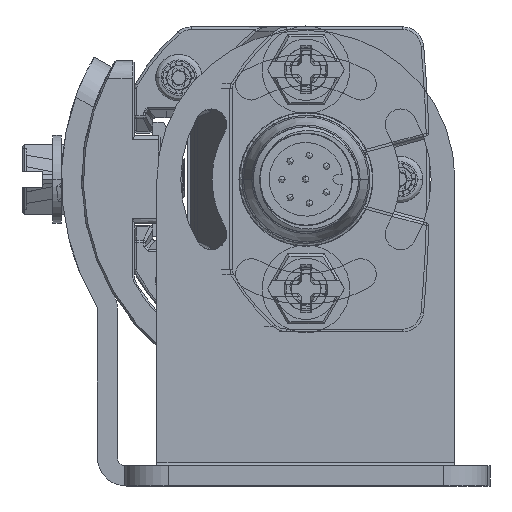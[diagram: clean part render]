
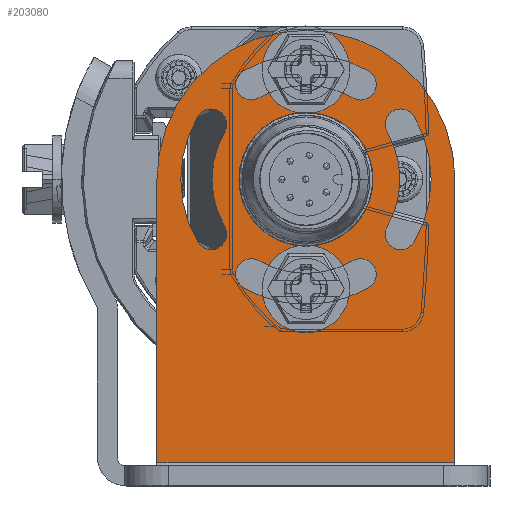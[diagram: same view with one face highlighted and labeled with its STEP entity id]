
A CAD part, front view. The second image highlights one B-rep face of the part: STEP entity #203080.
In plain terms, the highlighted face is planar.
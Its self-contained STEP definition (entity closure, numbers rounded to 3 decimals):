
#202308=DIRECTION('',(0.,0.,1.));
#202309=VECTOR('',#202308,32.319);
#202310=CARTESIAN_POINT('',(-17.,2.3,-32.7));
#202311=LINE('',#202310,#202309);
#202312=CARTESIAN_POINT('',(0.,2.3,-32.7));
#202313=DIRECTION('',(0.,1.,0.));
#202314=DIRECTION('',(1.,0.,0.));
#202315=AXIS2_PLACEMENT_3D('',#202312,#202313,#202314);
#202317=DIRECTION('',(0.,0.,-1.));
#202318=VECTOR('',#202317,32.319);
#202319=CARTESIAN_POINT('',(17.,2.3,-0.381));
#202320=LINE('',#202319,#202318);
#202321=CARTESIAN_POINT('',(0.,2.3,-32.7));
#202322=DIRECTION('',(0.,1.,0.));
#202323=DIRECTION('',(1.,0.,0.));
#202324=AXIS2_PLACEMENT_3D('',#202321,#202322,#202323);
#202326=CARTESIAN_POINT('',(0.,2.3,-32.7));
#202327=DIRECTION('',(0.,1.,0.));
#202328=DIRECTION('',(-1.,0.,0.));
#202329=AXIS2_PLACEMENT_3D('',#202326,#202327,#202328);
#202331=CARTESIAN_POINT('',(-6.251,2.3,-21.873));
#202332=DIRECTION('',(0.,1.,0.));
#202333=DIRECTION('',(0.5,0.,-0.866));
#202334=AXIS2_PLACEMENT_3D('',#202331,#202332,#202333);
#202336=CARTESIAN_POINT('',(0.,2.3,-32.7));
#202337=DIRECTION('',(0.,1.,0.));
#202338=DIRECTION('',(-0.5,0.,0.866));
#202339=AXIS2_PLACEMENT_3D('',#202336,#202337,#202338);
#202341=CARTESIAN_POINT('',(6.251,2.3,-21.873));
#202342=DIRECTION('',(0.,1.,0.));
#202343=DIRECTION('',(0.5,0.,0.866));
#202344=AXIS2_PLACEMENT_3D('',#202341,#202342,#202343);
#202346=CARTESIAN_POINT('',(0.,2.3,-32.7));
#202347=DIRECTION('',(0.,1.,0.));
#202348=DIRECTION('',(-0.5,0.,0.866));
#202349=AXIS2_PLACEMENT_3D('',#202346,#202347,#202348);
#202351=CARTESIAN_POINT('',(10.827,2.3,-26.449));
#202352=DIRECTION('',(0.,1.,0.));
#202353=DIRECTION('',(-0.866,0.,-0.5));
#202354=AXIS2_PLACEMENT_3D('',#202351,#202352,#202353);
#202356=CARTESIAN_POINT('',(0.,2.3,-32.7));
#202357=DIRECTION('',(0.,1.,0.));
#202358=DIRECTION('',(0.866,0.,0.5));
#202359=AXIS2_PLACEMENT_3D('',#202356,#202357,#202358);
#202361=CARTESIAN_POINT('',(10.827,2.3,-38.951));
#202362=DIRECTION('',(0.,1.,0.));
#202363=DIRECTION('',(0.866,0.,-0.5));
#202364=AXIS2_PLACEMENT_3D('',#202361,#202362,#202363);
#202366=CARTESIAN_POINT('',(0.,2.3,-32.7));
#202367=DIRECTION('',(0.,1.,0.));
#202368=DIRECTION('',(0.866,0.,0.5));
#202369=AXIS2_PLACEMENT_3D('',#202366,#202367,#202368);
#202371=CARTESIAN_POINT('',(-6.251,2.3,-43.527));
#202372=DIRECTION('',(0.,1.,0.));
#202373=DIRECTION('',(-0.5,0.,-0.866));
#202374=AXIS2_PLACEMENT_3D('',#202371,#202372,#202373);
#202376=CARTESIAN_POINT('',(0.,2.3,-32.7));
#202377=DIRECTION('',(0.,1.,0.));
#202378=DIRECTION('',(0.5,0.,-0.866));
#202379=AXIS2_PLACEMENT_3D('',#202376,#202377,#202378);
#202381=CARTESIAN_POINT('',(6.251,2.3,-43.527));
#202382=DIRECTION('',(0.,1.,0.));
#202383=DIRECTION('',(-0.5,0.,0.866));
#202384=AXIS2_PLACEMENT_3D('',#202381,#202382,#202383);
#202386=CARTESIAN_POINT('',(0.,2.3,-32.7));
#202387=DIRECTION('',(0.,1.,0.));
#202388=DIRECTION('',(0.5,0.,-0.866));
#202389=AXIS2_PLACEMENT_3D('',#202386,#202387,#202388);
#202391=CARTESIAN_POINT('',(-10.827,2.3,-38.951));
#202392=DIRECTION('',(0.,1.,0.));
#202393=DIRECTION('',(0.866,0.,0.5));
#202394=AXIS2_PLACEMENT_3D('',#202391,#202392,#202393);
#202396=CARTESIAN_POINT('',(0.,2.3,-32.7));
#202397=DIRECTION('',(0.,1.,0.));
#202398=DIRECTION('',(-0.866,0.,-0.5));
#202399=AXIS2_PLACEMENT_3D('',#202396,#202397,#202398);
#202401=CARTESIAN_POINT('',(-10.827,2.3,-26.449));
#202402=DIRECTION('',(0.,1.,0.));
#202403=DIRECTION('',(-0.866,0.,0.5));
#202404=AXIS2_PLACEMENT_3D('',#202401,#202402,#202403);
#202406=CARTESIAN_POINT('',(0.,2.3,-32.7));
#202407=DIRECTION('',(0.,1.,0.));
#202408=DIRECTION('',(-0.866,0.,-0.5));
#202409=AXIS2_PLACEMENT_3D('',#202406,#202407,#202408);
#202411=DIRECTION('',(1.,0.,0.));
#202412=VECTOR('',#202411,34.);
#202413=CARTESIAN_POINT('',(-17.,2.3,-0.381));
#202414=LINE('',#202413,#202412);
#202771=CARTESIAN_POINT('',(17.,2.3,-32.7));
#202772=CARTESIAN_POINT('',(-17.,2.3,-32.7));
#202773=VERTEX_POINT('',#202771);
#202774=VERTEX_POINT('',#202772);
#202787=CARTESIAN_POINT('',(-17.,2.3,-0.381));
#202788=CARTESIAN_POINT('',(17.,2.3,-0.381));
#202789=VERTEX_POINT('',#202787);
#202790=VERTEX_POINT('',#202788);
#202799=CARTESIAN_POINT('',(7.65,2.3,-32.7));
#202800=CARTESIAN_POINT('',(-7.65,2.3,-32.7));
#202801=VERTEX_POINT('',#202799);
#202802=VERTEX_POINT('',#202800);
#202871=CARTESIAN_POINT('',(-5.361,2.3,-23.414));
#202872=CARTESIAN_POINT('',(-7.141,2.3,-20.331));
#202873=VERTEX_POINT('',#202871);
#202874=VERTEX_POINT('',#202872);
#202875=CARTESIAN_POINT('',(7.141,2.3,-20.331));
#202876=CARTESIAN_POINT('',(5.361,2.3,-23.414));
#202877=VERTEX_POINT('',#202875);
#202878=VERTEX_POINT('',#202876);
#202879=CARTESIAN_POINT('',(9.286,2.3,-27.339));
#202880=CARTESIAN_POINT('',(12.369,2.3,-25.559));
#202881=VERTEX_POINT('',#202879);
#202882=VERTEX_POINT('',#202880);
#202883=CARTESIAN_POINT('',(12.369,2.3,-39.841));
#202884=CARTESIAN_POINT('',(9.286,2.3,-38.061));
#202885=VERTEX_POINT('',#202883);
#202886=VERTEX_POINT('',#202884);
#202887=CARTESIAN_POINT('',(-7.141,2.3,-45.069));
#202888=CARTESIAN_POINT('',(-5.361,2.3,-41.986));
#202889=VERTEX_POINT('',#202887);
#202890=VERTEX_POINT('',#202888);
#202891=CARTESIAN_POINT('',(5.361,2.3,-41.986));
#202892=CARTESIAN_POINT('',(7.141,2.3,-45.069));
#202893=VERTEX_POINT('',#202891);
#202894=VERTEX_POINT('',#202892);
#202895=CARTESIAN_POINT('',(-9.286,2.3,-38.061));
#202896=CARTESIAN_POINT('',(-12.369,2.3,-39.841));
#202897=VERTEX_POINT('',#202895);
#202898=VERTEX_POINT('',#202896);
#202899=CARTESIAN_POINT('',(-12.369,2.3,-25.559));
#202900=CARTESIAN_POINT('',(-9.286,2.3,-27.339));
#202901=VERTEX_POINT('',#202899);
#202902=VERTEX_POINT('',#202900);
#203020=CARTESIAN_POINT('',(0.,2.3,0.));
#203021=DIRECTION('',(0.,1.,0.));
#203022=DIRECTION('',(1.,0.,0.));
#203023=AXIS2_PLACEMENT_3D('',#203020,#203021,#203022);
#203024=PLANE('',#203023);
#203026=ORIENTED_EDGE('',*,*,#203025,.F.);
#203027=ORIENTED_EDGE('',*,*,#203002,.F.);
#203029=ORIENTED_EDGE('',*,*,#203028,.F.);
#203031=ORIENTED_EDGE('',*,*,#203030,.F.);
#203032=EDGE_LOOP('',(#203026,#203027,#203029,#203031));
#203033=FACE_OUTER_BOUND('',#203032,.F.);
#203035=ORIENTED_EDGE('',*,*,#203034,.T.);
#203037=ORIENTED_EDGE('',*,*,#203036,.T.);
#203038=EDGE_LOOP('',(#203035,#203037));
#203039=FACE_BOUND('',#203038,.F.);
#203041=ORIENTED_EDGE('',*,*,#203040,.T.);
#203043=ORIENTED_EDGE('',*,*,#203042,.T.);
#203045=ORIENTED_EDGE('',*,*,#203044,.T.);
#203047=ORIENTED_EDGE('',*,*,#203046,.F.);
#203048=EDGE_LOOP('',(#203041,#203043,#203045,#203047));
#203049=FACE_BOUND('',#203048,.F.);
#203051=ORIENTED_EDGE('',*,*,#203050,.T.);
#203053=ORIENTED_EDGE('',*,*,#203052,.T.);
#203055=ORIENTED_EDGE('',*,*,#203054,.T.);
#203057=ORIENTED_EDGE('',*,*,#203056,.F.);
#203058=EDGE_LOOP('',(#203051,#203053,#203055,#203057));
#203059=FACE_BOUND('',#203058,.F.);
#203061=ORIENTED_EDGE('',*,*,#203060,.T.);
#203063=ORIENTED_EDGE('',*,*,#203062,.F.);
#203065=ORIENTED_EDGE('',*,*,#203064,.T.);
#203067=ORIENTED_EDGE('',*,*,#203066,.T.);
#203068=EDGE_LOOP('',(#203061,#203063,#203065,#203067));
#203069=FACE_BOUND('',#203068,.F.);
#203071=ORIENTED_EDGE('',*,*,#203070,.T.);
#203073=ORIENTED_EDGE('',*,*,#203072,.T.);
#203075=ORIENTED_EDGE('',*,*,#203074,.T.);
#203077=ORIENTED_EDGE('',*,*,#203076,.F.);
#203078=EDGE_LOOP('',(#203071,#203073,#203075,#203077));
#203079=FACE_BOUND('',#203078,.F.);
#203080=ADVANCED_FACE('',(#203033,#203039,#203049,#203059,#203069,#203079),
#203024,.T.);
#202316=CIRCLE('',#202315,17.);
#202325=CIRCLE('',#202324,7.65);
#202330=CIRCLE('',#202329,7.65);
#202335=CIRCLE('',#202334,1.78);
#202340=CIRCLE('',#202339,14.282);
#202345=CIRCLE('',#202344,1.78);
#202350=CIRCLE('',#202349,10.722);
#202355=CIRCLE('',#202354,1.78);
#202360=CIRCLE('',#202359,14.282);
#202365=CIRCLE('',#202364,1.78);
#202370=CIRCLE('',#202369,10.722);
#202375=CIRCLE('',#202374,1.78);
#202380=CIRCLE('',#202379,10.722);
#202385=CIRCLE('',#202384,1.78);
#202390=CIRCLE('',#202389,14.282);
#202395=CIRCLE('',#202394,1.78);
#202400=CIRCLE('',#202399,14.282);
#202405=CIRCLE('',#202404,1.78);
#202410=CIRCLE('',#202409,10.722);
#203002=EDGE_CURVE('',#202774,#202789,#202311,.T.);
#203025=EDGE_CURVE('',#202789,#202790,#202414,.T.);
#203028=EDGE_CURVE('',#202773,#202774,#202316,.T.);
#203030=EDGE_CURVE('',#202790,#202773,#202320,.T.);
#203034=EDGE_CURVE('',#202801,#202802,#202325,.T.);
#203036=EDGE_CURVE('',#202802,#202801,#202330,.T.);
#203040=EDGE_CURVE('',#202873,#202874,#202335,.T.);
#203042=EDGE_CURVE('',#202874,#202877,#202340,.T.);
#203044=EDGE_CURVE('',#202877,#202878,#202345,.T.);
#203046=EDGE_CURVE('',#202873,#202878,#202350,.T.);
#203050=EDGE_CURVE('',#202881,#202882,#202355,.T.);
#203052=EDGE_CURVE('',#202882,#202885,#202360,.T.);
#203054=EDGE_CURVE('',#202885,#202886,#202365,.T.);
#203056=EDGE_CURVE('',#202881,#202886,#202370,.T.);
#203060=EDGE_CURVE('',#202889,#202890,#202375,.T.);
#203062=EDGE_CURVE('',#202893,#202890,#202380,.T.);
#203064=EDGE_CURVE('',#202893,#202894,#202385,.T.);
#203066=EDGE_CURVE('',#202894,#202889,#202390,.T.);
#203070=EDGE_CURVE('',#202897,#202898,#202395,.T.);
#203072=EDGE_CURVE('',#202898,#202901,#202400,.T.);
#203074=EDGE_CURVE('',#202901,#202902,#202405,.T.);
#203076=EDGE_CURVE('',#202897,#202902,#202410,.T.);
